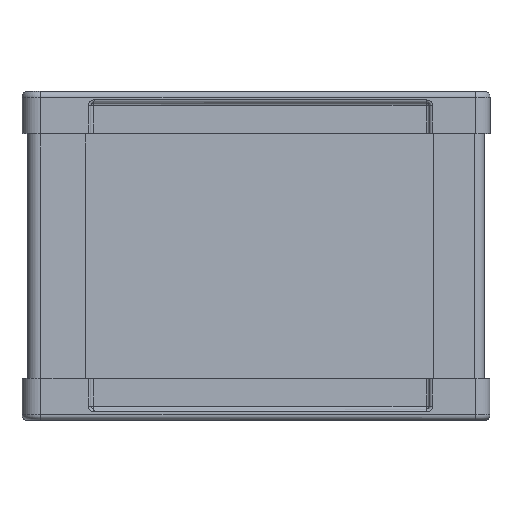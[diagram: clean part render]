
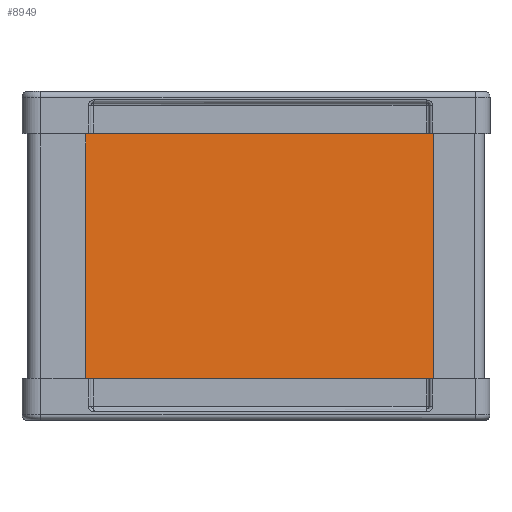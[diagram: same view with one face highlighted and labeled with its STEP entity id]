
A CAD part, top view. The second image highlights one B-rep face of the part: STEP entity #8949.
In plain terms, the highlighted face is planar.
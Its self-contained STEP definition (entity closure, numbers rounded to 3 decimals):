
#478=FACE_OUTER_BOUND('',#946,.T.);
#946=EDGE_LOOP('',(#6917,#6918,#6919,#6920));
#1820=LINE('',#13700,#2840);
#1822=LINE('',#13704,#2842);
#1824=LINE('',#13708,#2844);
#1826=LINE('',#13711,#2846);
#2840=VECTOR('',#11074,130.);
#2842=VECTOR('',#11078,112.);
#2844=VECTOR('',#11082,130.);
#2846=VECTOR('',#11086,112.);
#3953=VERTEX_POINT('',#13697);
#3954=VERTEX_POINT('',#13699);
#3955=VERTEX_POINT('',#13703);
#3956=VERTEX_POINT('',#13707);
#5004=EDGE_CURVE('',#3954,#3953,#1820,.T.);
#5006=EDGE_CURVE('',#3955,#3954,#1822,.T.);
#5008=EDGE_CURVE('',#3956,#3955,#1824,.T.);
#5010=EDGE_CURVE('',#3953,#3956,#1826,.T.);
#6917=ORIENTED_EDGE('',*,*,#5010,.T.);
#6918=ORIENTED_EDGE('',*,*,#5008,.T.);
#6919=ORIENTED_EDGE('',*,*,#5006,.T.);
#6920=ORIENTED_EDGE('',*,*,#5004,.T.);
#8336=PLANE('',#9489);
#8949=ADVANCED_FACE('',(#478),#8336,.T.);
#9489=AXIS2_PLACEMENT_3D('',#13712,#11087,#11088);
#11074=DIRECTION('',(0.,1.,0.));
#11078=DIRECTION('',(1.,0.,0.));
#11082=DIRECTION('',(0.,-1.,0.));
#11086=DIRECTION('',(-1.,0.,0.));
#11087=DIRECTION('center_axis',(0.,0.,1.));
#11088=DIRECTION('ref_axis',(1.,0.,0.));
#13697=CARTESIAN_POINT('',(56.,65.,1.));
#13699=CARTESIAN_POINT('',(56.,-65.,1.));
#13700=CARTESIAN_POINT('',(56.,65.,1.));
#13703=CARTESIAN_POINT('',(-56.,-65.,1.));
#13704=CARTESIAN_POINT('',(56.,-65.,1.));
#13707=CARTESIAN_POINT('',(-56.,65.,1.));
#13708=CARTESIAN_POINT('',(-56.,-65.,1.));
#13711=CARTESIAN_POINT('',(-56.,65.,1.));
#13712=CARTESIAN_POINT('Origin',(0.,0.,1.));
